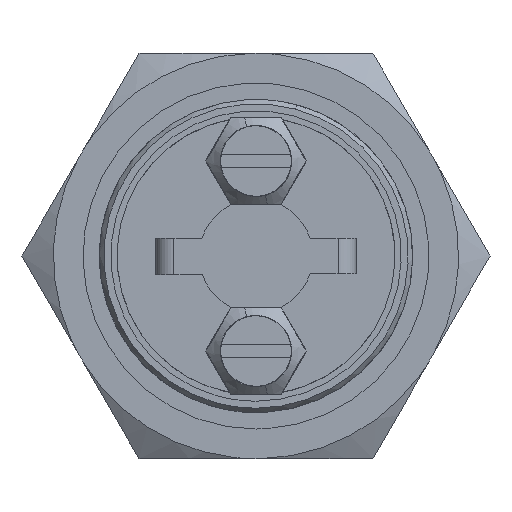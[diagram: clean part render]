
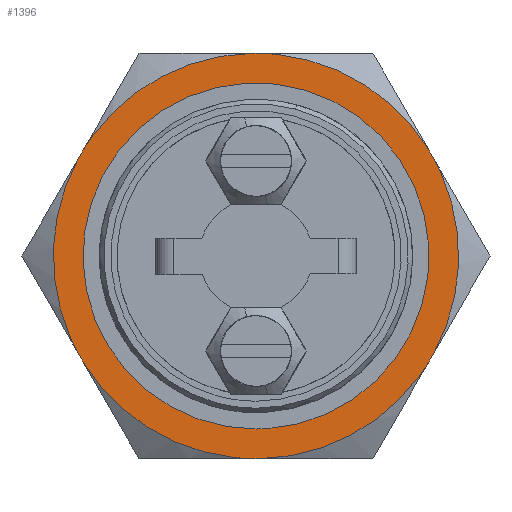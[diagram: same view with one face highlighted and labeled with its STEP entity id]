
A CAD part, left-side view. The second image highlights one B-rep face of the part: STEP entity #1396.
In plain terms, the highlighted planar face has unit normal (-1, 0, 0).
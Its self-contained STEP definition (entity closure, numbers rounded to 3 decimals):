
#1396=ADVANCED_FACE('',(#2306,#2307),#2308,.F.);
#2306=FACE_OUTER_BOUND('',#3024,.T.);
#2307=FACE_BOUND('',#3025,.T.);
#2308=PLANE('',#3026);
#3024=EDGE_LOOP('',(#4825,#4826,#4827,#4828,#4829,#4830,#4831,#4832,#4833,#4834,#4835,#4836,#4837,#4838,#4839,#4840,#4841,#4842));
#3025=EDGE_LOOP('',(#4843,#4844,#4845));
#3026=AXIS2_PLACEMENT_3D('',#4846,#4847,#4848);
#4825=ORIENTED_EDGE('',*,*,#6242,.T.);
#4826=ORIENTED_EDGE('',*,*,#6431,.T.);
#4827=ORIENTED_EDGE('',*,*,#6432,.F.);
#4828=ORIENTED_EDGE('',*,*,#6220,.F.);
#4829=ORIENTED_EDGE('',*,*,#6433,.F.);
#4830=ORIENTED_EDGE('',*,*,#6434,.F.);
#4831=ORIENTED_EDGE('',*,*,#6216,.F.);
#4832=ORIENTED_EDGE('',*,*,#6435,.F.);
#4833=ORIENTED_EDGE('',*,*,#6436,.F.);
#4834=ORIENTED_EDGE('',*,*,#6212,.T.);
#4835=ORIENTED_EDGE('',*,*,#6437,.T.);
#4836=ORIENTED_EDGE('',*,*,#6438,.F.);
#4837=ORIENTED_EDGE('',*,*,#6208,.F.);
#4838=ORIENTED_EDGE('',*,*,#6439,.F.);
#4839=ORIENTED_EDGE('',*,*,#6440,.F.);
#4840=ORIENTED_EDGE('',*,*,#6204,.F.);
#4841=ORIENTED_EDGE('',*,*,#6441,.F.);
#4842=ORIENTED_EDGE('',*,*,#6442,.F.);
#4843=ORIENTED_EDGE('',*,*,#6429,.T.);
#4844=ORIENTED_EDGE('',*,*,#6248,.T.);
#4845=ORIENTED_EDGE('',*,*,#6430,.T.);
#4846=CARTESIAN_POINT('',(-1.32,0.0,-11.557));
#4847=DIRECTION('',(1.0,0.0,0.0));
#4848=DIRECTION('',(0.0,1.0,0.0));
#6204=EDGE_CURVE('',#7135,#7138,#7139,.T.);
#6208=EDGE_CURVE('',#7143,#7146,#7147,.T.);
#6212=EDGE_CURVE('',#7154,#7151,#7155,.T.);
#6216=EDGE_CURVE('',#7159,#7162,#7163,.T.);
#6220=EDGE_CURVE('',#7167,#7170,#7171,.T.);
#6242=EDGE_CURVE('',#7214,#7211,#7215,.T.);
#6248=EDGE_CURVE('',#7220,#7224,#7226,.T.);
#6429=EDGE_CURVE('',#7528,#7220,#7529,.T.);
#6430=EDGE_CURVE('',#7224,#7528,#7530,.T.);
#6431=EDGE_CURVE('',#7211,#7531,#7532,.T.);
#6432=EDGE_CURVE('',#7170,#7531,#7533,.T.);
#6433=EDGE_CURVE('',#7534,#7167,#7535,.T.);
#6434=EDGE_CURVE('',#7162,#7534,#7536,.T.);
#6435=EDGE_CURVE('',#7537,#7159,#7538,.T.);
#6436=EDGE_CURVE('',#7154,#7537,#7539,.T.);
#6437=EDGE_CURVE('',#7151,#7540,#7541,.T.);
#6438=EDGE_CURVE('',#7146,#7540,#7542,.T.);
#6439=EDGE_CURVE('',#7543,#7143,#7544,.T.);
#6440=EDGE_CURVE('',#7138,#7543,#7545,.T.);
#6441=EDGE_CURVE('',#7546,#7135,#7547,.T.);
#6442=EDGE_CURVE('',#7214,#7546,#7548,.T.);
#7135=VERTEX_POINT('',#8090);
#7138=VERTEX_POINT('',#8094);
#7139=CIRCLE('',#8095,11.115);
#7143=VERTEX_POINT('',#8117);
#7146=VERTEX_POINT('',#8121);
#7147=CIRCLE('',#8122,11.115);
#7151=VERTEX_POINT('',#8144);
#7154=VERTEX_POINT('',#8148);
#7155=CIRCLE('',#8149,11.115);
#7159=VERTEX_POINT('',#8171);
#7162=VERTEX_POINT('',#8175);
#7163=CIRCLE('',#8176,11.115);
#7167=VERTEX_POINT('',#8198);
#7170=VERTEX_POINT('',#8202);
#7171=CIRCLE('',#8203,11.115);
#7211=VERTEX_POINT('',#8321);
#7214=VERTEX_POINT('',#8325);
#7215=CIRCLE('',#8326,11.115);
#7220=VERTEX_POINT('',#8349);
#7224=VERTEX_POINT('',#8354);
#7226=CIRCLE('',#8357,9.487);
#7528=VERTEX_POINT('',#8987);
#7529=CIRCLE('',#8988,9.487);
#7530=CIRCLE('',#8989,9.487);
#7531=VERTEX_POINT('',#8990);
#7532=CIRCLE('',#8991,11.115);
#7533=LINE('',#8992,#8993);
#7534=VERTEX_POINT('',#8994);
#7535=CIRCLE('',#8995,11.115);
#7536=LINE('',#8996,#8997);
#7537=VERTEX_POINT('',#8998);
#7538=CIRCLE('',#8999,11.115);
#7539=LINE('',#9000,#9001);
#7540=VERTEX_POINT('',#9002);
#7541=CIRCLE('',#9003,11.115);
#7542=LINE('',#9004,#9005);
#7543=VERTEX_POINT('',#9006);
#7544=CIRCLE('',#9007,11.115);
#7545=LINE('',#9008,#9009);
#7546=VERTEX_POINT('',#9010);
#7547=CIRCLE('',#9011,11.115);
#7548=LINE('',#9012,#9013);
#8090=CARTESIAN_POINT('',(-1.32,-8.986,-6.541));
#8094=CARTESIAN_POINT('',(-1.32,-0.236,-11.113));
#8095=AXIS2_PLACEMENT_3D('',#9694,#9695,#9696);
#8117=CARTESIAN_POINT('',(-1.32,1.172,-11.053));
#8121=CARTESIAN_POINT('',(-1.32,9.506,-5.76));
#8122=AXIS2_PLACEMENT_3D('',#9698,#9699,#9700);
#8144=CARTESIAN_POINT('',(-1.32,10.158,-4.512));
#8148=CARTESIAN_POINT('',(-1.32,9.742,5.352));
#8149=AXIS2_PLACEMENT_3D('',#9702,#9703,#9704);
#8171=CARTESIAN_POINT('',(-1.32,8.986,6.541));
#8175=CARTESIAN_POINT('',(-1.32,0.236,11.113));
#8176=AXIS2_PLACEMENT_3D('',#9706,#9707,#9708);
#8198=CARTESIAN_POINT('',(-1.32,-1.172,11.053));
#8202=CARTESIAN_POINT('',(-1.32,-9.506,5.76));
#8203=AXIS2_PLACEMENT_3D('',#9710,#9711,#9712);
#8321=CARTESIAN_POINT('',(-1.32,-10.158,4.512));
#8325=CARTESIAN_POINT('',(-1.32,-9.742,-5.352));
#8326=AXIS2_PLACEMENT_3D('',#9738,#9739,#9740);
#8349=CARTESIAN_POINT('',(-1.32,0.596,9.468));
#8354=CARTESIAN_POINT('',(-1.32,-0.596,-9.468));
#8357=AXIS2_PLACEMENT_3D('',#9746,#9747,#9748);
#8987=CARTESIAN_POINT('',(-1.32,0.0,-9.487));
#8988=AXIS2_PLACEMENT_3D('',#10059,#10060,#10061);
#8989=AXIS2_PLACEMENT_3D('',#10062,#10063,#10064);
#8990=CARTESIAN_POINT('',(-1.32,-9.742,5.352));
#8991=AXIS2_PLACEMENT_3D('',#10065,#10066,#10067);
#8992=CARTESIAN_POINT('',(-1.32,-9.506,5.76));
#8993=VECTOR('',#10068,0.471);
#8994=CARTESIAN_POINT('',(-1.32,-0.236,11.113));
#8995=AXIS2_PLACEMENT_3D('',#10069,#10070,#10071);
#8996=CARTESIAN_POINT('',(-1.32,0.236,11.113));
#8997=VECTOR('',#10072,0.471);
#8998=CARTESIAN_POINT('',(-1.32,9.506,5.76));
#8999=AXIS2_PLACEMENT_3D('',#10073,#10074,#10075);
#9000=CARTESIAN_POINT('',(-1.32,9.742,5.352));
#9001=VECTOR('',#10076,0.471);
#9002=CARTESIAN_POINT('',(-1.32,9.742,-5.352));
#9003=AXIS2_PLACEMENT_3D('',#10077,#10078,#10079);
#9004=CARTESIAN_POINT('',(-1.32,9.506,-5.76));
#9005=VECTOR('',#10080,0.471);
#9006=CARTESIAN_POINT('',(-1.32,0.236,-11.113));
#9007=AXIS2_PLACEMENT_3D('',#10081,#10082,#10083);
#9008=CARTESIAN_POINT('',(-1.32,-0.236,-11.113));
#9009=VECTOR('',#10084,0.471);
#9010=CARTESIAN_POINT('',(-1.32,-9.506,-5.76));
#9011=AXIS2_PLACEMENT_3D('',#10085,#10086,#10087);
#9012=CARTESIAN_POINT('',(-1.32,-9.742,-5.352));
#9013=VECTOR('',#10088,0.471);
#9694=CARTESIAN_POINT('',(-1.32,0.0,0.0));
#9695=DIRECTION('',(1.0,0.0,0.0));
#9696=DIRECTION('',(0.0,-0.855,-0.518));
#9698=CARTESIAN_POINT('',(-1.32,0.0,0.0));
#9699=DIRECTION('',(1.0,0.0,0.0));
#9700=DIRECTION('',(0.0,0.021,-1.));
#9702=CARTESIAN_POINT('',(-1.32,0.0,0.0));
#9703=DIRECTION('',(-1.0,0.0,0.0));
#9704=DIRECTION('',(0.0,0.876,0.482));
#9706=CARTESIAN_POINT('',(-1.32,0.0,0.0));
#9707=DIRECTION('',(1.0,0.0,-0.0));
#9708=DIRECTION('',(0.0,0.855,0.518));
#9710=CARTESIAN_POINT('',(-1.32,0.0,0.0));
#9711=DIRECTION('',(1.0,0.0,0.0));
#9712=DIRECTION('',(0.0,-0.021,1.));
#9738=CARTESIAN_POINT('',(-1.32,0.0,0.0));
#9739=DIRECTION('',(-1.0,-0.0,0.0));
#9740=DIRECTION('',(0.0,-0.876,-0.482));
#9746=CARTESIAN_POINT('',(-1.32,0.0,0.0));
#9747=DIRECTION('',(1.0,0.0,-0.0));
#9748=DIRECTION('',(0.0,0.0,1.0));
#10059=CARTESIAN_POINT('',(-1.32,0.0,0.0));
#10060=DIRECTION('',(1.0,0.0,-0.0));
#10061=DIRECTION('',(0.0,0.0,1.0));
#10062=CARTESIAN_POINT('',(-1.32,0.0,0.0));
#10063=DIRECTION('',(1.0,0.0,-0.0));
#10064=DIRECTION('',(0.0,0.0,1.0));
#10065=CARTESIAN_POINT('',(-1.32,0.0,0.0));
#10066=DIRECTION('',(-1.0,-0.0,0.0));
#10067=DIRECTION('',(0.0,-0.876,-0.482));
#10068=DIRECTION('',(0.0,-0.5,-0.866));
#10069=CARTESIAN_POINT('',(-1.32,0.0,0.0));
#10070=DIRECTION('',(1.0,0.0,0.0));
#10071=DIRECTION('',(0.0,-0.021,1.));
#10072=DIRECTION('',(0.0,-1.0,0.0));
#10073=CARTESIAN_POINT('',(-1.32,0.0,0.0));
#10074=DIRECTION('',(1.0,0.0,-0.0));
#10075=DIRECTION('',(0.0,0.855,0.518));
#10076=DIRECTION('',(0.0,-0.5,0.866));
#10077=CARTESIAN_POINT('',(-1.32,0.0,0.0));
#10078=DIRECTION('',(-1.0,0.0,0.0));
#10079=DIRECTION('',(0.0,0.876,0.482));
#10080=DIRECTION('',(0.0,0.5,0.866));
#10081=CARTESIAN_POINT('',(-1.32,0.0,0.0));
#10082=DIRECTION('',(1.0,0.0,0.0));
#10083=DIRECTION('',(0.0,0.021,-1.));
#10084=DIRECTION('',(0.0,1.0,0.0));
#10085=CARTESIAN_POINT('',(-1.32,0.0,0.0));
#10086=DIRECTION('',(1.0,0.0,0.0));
#10087=DIRECTION('',(0.0,-0.855,-0.518));
#10088=DIRECTION('',(0.0,0.5,-0.866));
